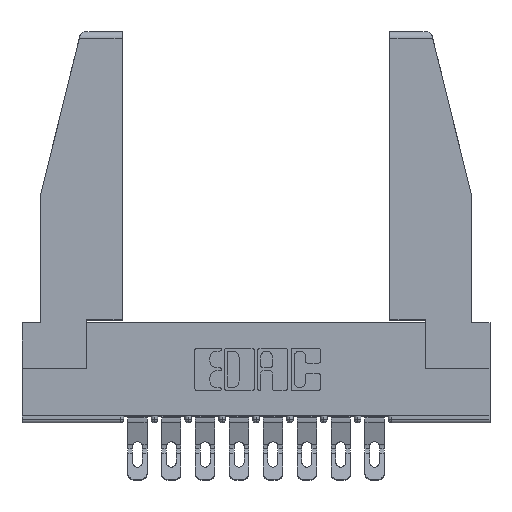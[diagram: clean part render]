
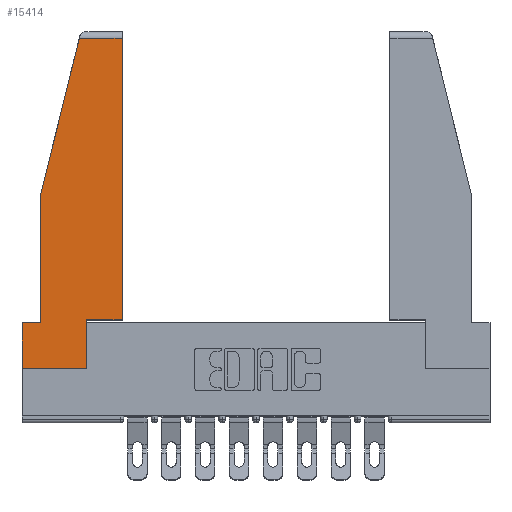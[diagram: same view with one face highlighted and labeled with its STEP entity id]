
A CAD part, top view. The second image highlights one B-rep face of the part: STEP entity #15414.
In plain terms, the highlighted planar face has unit normal (0, 0, 1).
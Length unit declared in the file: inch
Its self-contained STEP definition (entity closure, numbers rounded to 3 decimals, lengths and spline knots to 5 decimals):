
#44 = DIRECTION ( 'NONE',  ( -1., 0., 0. ) ) ;
#61 = FACE_OUTER_BOUND ( 'NONE', #10216, .T. ) ;
#164 = CARTESIAN_POINT ( 'NONE',  ( 0.086, 0.8, 0. ) ) ;
#271 = VERTEX_POINT ( 'NONE', #2741 ) ;
#279 = VERTEX_POINT ( 'NONE', #12319 ) ;
#315 = VERTEX_POINT ( 'NONE', #1333 ) ;
#545 = ORIENTED_EDGE ( 'NONE', *, *, #4370, .T. ) ;
#625 = VECTOR ( 'NONE', #8170, 39.37008 ) ;
#1080 = DIRECTION ( 'NONE',  ( 1., 0., 0. ) ) ;
#1176 = CARTESIAN_POINT ( 'NONE',  ( 0., 0., 0. ) ) ;
#1193 = DIRECTION ( 'NONE',  ( 1., 0., 0. ) ) ;
#1333 = CARTESIAN_POINT ( 'NONE',  ( 0.297, 0., 0. ) ) ;
#1352 = ORIENTED_EDGE ( 'NONE', *, *, #10337, .T. ) ;
#1358 = LINE ( 'NONE', #7376, #10781 ) ;
#1536 = ORIENTED_EDGE ( 'NONE', *, *, #13652, .T. ) ;
#1905 = ORIENTED_EDGE ( 'NONE', *, *, #15390, .T. ) ;
#1915 = CARTESIAN_POINT ( 'NONE',  ( 0.2636, 1.52, 0. ) ) ;
#2002 = VECTOR ( 'NONE', #9368, 39.37008 ) ;
#2277 = VERTEX_POINT ( 'NONE', #7314 ) ;
#2358 = VECTOR ( 'NONE', #12267, 39.37008 ) ;
#2379 = CARTESIAN_POINT ( 'NONE',  ( 0.297, 0.223, 0. ) ) ;
#2546 = VECTOR ( 'NONE', #7654, 39.37008 ) ;
#2741 = CARTESIAN_POINT ( 'NONE',  ( 0., 0., 0. ) ) ;
#2795 = CARTESIAN_POINT ( 'NONE',  ( 0.461, 0.223, 0. ) ) ;
#2888 = VECTOR ( 'NONE', #6979, 39.37008 ) ;
#3331 = LINE ( 'NONE', #3789, #2358 ) ;
#3391 = VECTOR ( 'NONE', #1080, 39.37008 ) ;
#3789 = CARTESIAN_POINT ( 'NONE',  ( 0., 0.21, 0. ) ) ;
#3902 = ORIENTED_EDGE ( 'NONE', *, *, #11766, .T. ) ;
#4370 = EDGE_CURVE ( 'NONE', #279, #5256, #1358, .T. ) ;
#4516 = LINE ( 'NONE', #13037, #2002 ) ;
#4701 = EDGE_CURVE ( 'NONE', #4971, #2277, #6127, .T. ) ;
#4971 = VERTEX_POINT ( 'NONE', #164 ) ;
#5087 = DIRECTION ( 'NONE',  ( 0., 1., 0. ) ) ;
#5171 = VECTOR ( 'NONE', #1193, 39.37008 ) ;
#5256 = VERTEX_POINT ( 'NONE', #1915 ) ;
#5691 = CARTESIAN_POINT ( 'NONE',  ( 0.086, 0.8, 0. ) ) ;
#5859 = CARTESIAN_POINT ( 'NONE',  ( 0., 0., 0. ) ) ;
#6005 = EDGE_CURVE ( 'NONE', #14763, #12587, #15352, .T. ) ;
#6127 = LINE ( 'NONE', #5691, #2888 ) ;
#6979 = DIRECTION ( 'NONE',  ( 0., -1., 0. ) ) ;
#7314 = CARTESIAN_POINT ( 'NONE',  ( 0.086, 0.21, 0. ) ) ;
#7376 = CARTESIAN_POINT ( 'NONE',  ( 0., 1.52, 0. ) ) ;
#7654 = DIRECTION ( 'NONE',  ( -0.239, -0.971, 0. ) ) ;
#7884 = CARTESIAN_POINT ( 'NONE',  ( 0., 0.21, 0. ) ) ;
#8170 = DIRECTION ( 'NONE',  ( 0., 1., 0. ) ) ;
#8498 = DIRECTION ( 'NONE',  ( 1., 0., 0. ) ) ;
#9291 = LINE ( 'NONE', #15523, #625 ) ;
#9368 = DIRECTION ( 'NONE',  ( -1., 0., 0. ) ) ;
#9915 = LINE ( 'NONE', #5859, #3391 ) ;
#10029 = CARTESIAN_POINT ( 'NONE',  ( 0.297, 0.223, 0. ) ) ;
#10216 = EDGE_LOOP ( 'NONE', ( #1536, #545, #10483, #14055, #3902, #1905, #1352, #13702, #10822 ) ) ;
#10296 = VECTOR ( 'NONE', #5087, 39.37008 ) ;
#10337 = EDGE_CURVE ( 'NONE', #271, #315, #9915, .T. ) ;
#10483 = ORIENTED_EDGE ( 'NONE', *, *, #15507, .T. ) ;
#10700 = VERTEX_POINT ( 'NONE', #7884 ) ;
#10781 = VECTOR ( 'NONE', #44, 39.37008 ) ;
#10822 = ORIENTED_EDGE ( 'NONE', *, *, #6005, .T. ) ;
#10995 = AXIS2_PLACEMENT_3D ( 'NONE', #1176, #15845, #8498 ) ;
#11766 = EDGE_CURVE ( 'NONE', #2277, #10700, #4516, .T. ) ;
#12267 = DIRECTION ( 'NONE',  ( 0., -1., 0. ) ) ;
#12319 = CARTESIAN_POINT ( 'NONE',  ( 0.461, 1.52, 0. ) ) ;
#12330 = PLANE ( 'NONE',  #10995 ) ;
#12382 = CARTESIAN_POINT ( 'NONE',  ( 0.271, 1.55, 0. ) ) ;
#12498 = LINE ( 'NONE', #12382, #2546 ) ;
#12587 = VERTEX_POINT ( 'NONE', #15241 ) ;
#13037 = CARTESIAN_POINT ( 'NONE',  ( 0., 0.21, 0. ) ) ;
#13652 = EDGE_CURVE ( 'NONE', #12587, #279, #13940, .T. ) ;
#13702 = ORIENTED_EDGE ( 'NONE', *, *, #15195, .T. ) ;
#13940 = LINE ( 'NONE', #2795, #10296 ) ;
#14055 = ORIENTED_EDGE ( 'NONE', *, *, #4701, .T. ) ;
#14763 = VERTEX_POINT ( 'NONE', #10029 ) ;
#15195 = EDGE_CURVE ( 'NONE', #315, #14763, #9291, .T. ) ;
#15241 = CARTESIAN_POINT ( 'NONE',  ( 0.461, 0.223, 0. ) ) ;
#15352 = LINE ( 'NONE', #2379, #5171 ) ;
#15390 = EDGE_CURVE ( 'NONE', #10700, #271, #3331, .T. ) ;
#15414 = ADVANCED_FACE ( 'NONE', ( #61 ), #12330, .T. ) ;
#15507 = EDGE_CURVE ( 'NONE', #5256, #4971, #12498, .T. ) ;
#15523 = CARTESIAN_POINT ( 'NONE',  ( 0.297, 0., 0. ) ) ;
#15845 = DIRECTION ( 'NONE',  ( 0., 0., 1. ) ) ;
